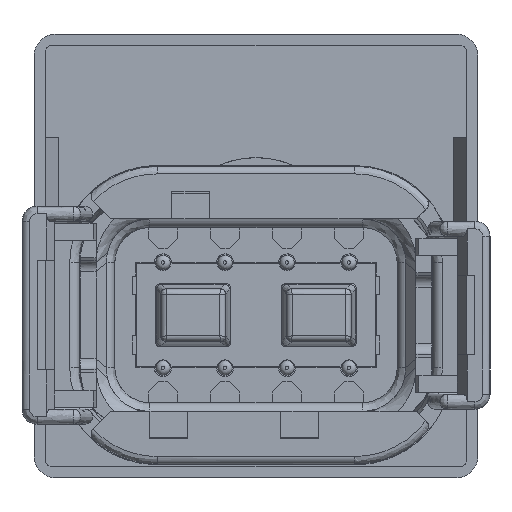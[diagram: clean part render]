
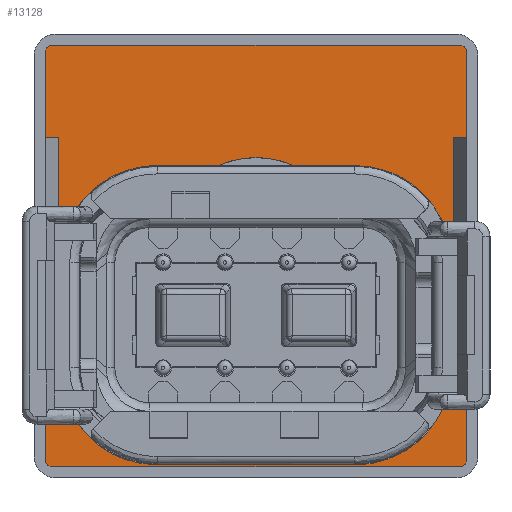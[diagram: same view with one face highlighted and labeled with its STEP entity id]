
A CAD part, front view. The second image highlights one B-rep face of the part: STEP entity #13128.
In plain terms, the highlighted face is planar.
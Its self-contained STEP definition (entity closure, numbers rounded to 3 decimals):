
#275 = ORIENTED_EDGE ( 'NONE', *, *, #7917, .T. ) ;
#519 = CARTESIAN_POINT ( 'NONE',  ( -14.375, -14.375, -46.3 ) ) ;
#869 = CIRCLE ( 'NONE', #21540, 0.75 ) ;
#983 = DIRECTION ( 'NONE',  ( -1., 0., 0. ) ) ;
#2429 = AXIS2_PLACEMENT_3D ( 'NONE', #17787, #8122, #17953 ) ;
#2893 = VERTEX_POINT ( 'NONE', #4408 ) ;
#3053 = CARTESIAN_POINT ( 'NONE',  ( 14.375, -14.375, -46.3 ) ) ;
#3257 = VERTEX_POINT ( 'NONE', #12712 ) ;
#3356 = LINE ( 'NONE', #3053, #23249 ) ;
#4118 = DIRECTION ( 'NONE',  ( -1., 0., 0. ) ) ;
#4408 = CARTESIAN_POINT ( 'NONE',  ( -14.375, 13.625, -46.3 ) ) ;
#4636 = DIRECTION ( 'NONE',  ( -1., 0., 0. ) ) ;
#5114 = VERTEX_POINT ( 'NONE', #27342 ) ;
#5381 = CARTESIAN_POINT ( 'NONE',  ( 13.625, 13.625, -46.3 ) ) ;
#5590 = ORIENTED_EDGE ( 'NONE', *, *, #22846, .T. ) ;
#6102 = VERTEX_POINT ( 'NONE', #12932 ) ;
#6189 = AXIS2_PLACEMENT_3D ( 'NONE', #10187, #20029, #7781 ) ;
#7781 = DIRECTION ( 'NONE',  ( -1., 0., 0. ) ) ;
#7836 = CARTESIAN_POINT ( 'NONE',  ( 13.625, -14.375, -46.3 ) ) ;
#7859 = ORIENTED_EDGE ( 'NONE', *, *, #9982, .F. ) ;
#7917 = EDGE_CURVE ( 'NONE', #2893, #23777, #17505, .T. ) ;
#8122 = DIRECTION ( 'NONE',  ( 0., 0., -1. ) ) ;
#8607 = CARTESIAN_POINT ( 'NONE',  ( -14.375, -14.375, -46.3 ) ) ;
#8933 = LINE ( 'NONE', #8607, #23634 ) ;
#9027 = AXIS2_PLACEMENT_3D ( 'NONE', #28729, #21265, #4636 ) ;
#9413 = ORIENTED_EDGE ( 'NONE', *, *, #31817, .T. ) ;
#9492 = ORIENTED_EDGE ( 'NONE', *, *, #20772, .F. ) ;
#9598 = DIRECTION ( 'NONE',  ( -1., 0., 0. ) ) ;
#9982 = EDGE_CURVE ( 'NONE', #19850, #3257, #3356, .T. ) ;
#10187 = CARTESIAN_POINT ( 'NONE',  ( -13.625, 13.625, -46.3 ) ) ;
#10387 = DIRECTION ( 'NONE',  ( 0., -1., 0. ) ) ;
#10455 = EDGE_CURVE ( 'NONE', #6102, #23777, #26253, .T. ) ;
#10565 = CIRCLE ( 'NONE', #9027, 0.75 ) ;
#12712 = CARTESIAN_POINT ( 'NONE',  ( 14.375, 13.625, -46.3 ) ) ;
#12932 = CARTESIAN_POINT ( 'NONE',  ( 13.625, 14.375, -46.3 ) ) ;
#12936 = VECTOR ( 'NONE', #4118, 1000. ) ;
#13128 = ADVANCED_FACE ( 'NONE', ( #16508 ), #26574, .T. ) ;
#13318 = CARTESIAN_POINT ( 'NONE',  ( -14.375, 14.375, -46.3 ) ) ;
#13755 = CIRCLE ( 'NONE', #2429, 0.75 ) ;
#14772 = AXIS2_PLACEMENT_3D ( 'NONE', #26892, #31607, #9598 ) ;
#15204 = LINE ( 'NONE', #519, #24544 ) ;
#15668 = DIRECTION ( 'NONE',  ( 0., 0., -1. ) ) ;
#16128 = EDGE_CURVE ( 'NONE', #6102, #3257, #869, .T. ) ;
#16508 = FACE_OUTER_BOUND ( 'NONE', #24861, .T. ) ;
#17505 = CIRCLE ( 'NONE', #6189, 0.75 ) ;
#17787 = CARTESIAN_POINT ( 'NONE',  ( 13.625, -13.625, -46.3 ) ) ;
#17887 = DIRECTION ( 'NONE',  ( 0., 1., 0. ) ) ;
#17953 = DIRECTION ( 'NONE',  ( -1., 0., 0. ) ) ;
#19186 = ORIENTED_EDGE ( 'NONE', *, *, #10455, .F. ) ;
#19311 = CARTESIAN_POINT ( 'NONE',  ( 14.375, -13.625, -46.3 ) ) ;
#19362 = EDGE_CURVE ( 'NONE', #23924, #20314, #8933, .T. ) ;
#19603 = ORIENTED_EDGE ( 'NONE', *, *, #16128, .T. ) ;
#19850 = VERTEX_POINT ( 'NONE', #19311 ) ;
#20029 = DIRECTION ( 'NONE',  ( 0., 0., -1. ) ) ;
#20314 = VERTEX_POINT ( 'NONE', #7836 ) ;
#20772 = EDGE_CURVE ( 'NONE', #2893, #5114, #15204, .T. ) ;
#21265 = DIRECTION ( 'NONE',  ( 0., 0., -1. ) ) ;
#21540 = AXIS2_PLACEMENT_3D ( 'NONE', #5381, #15668, #983 ) ;
#22537 = ORIENTED_EDGE ( 'NONE', *, *, #19362, .F. ) ;
#22846 = EDGE_CURVE ( 'NONE', #23924, #5114, #10565, .T. ) ;
#23249 = VECTOR ( 'NONE', #17887, 1000. ) ;
#23304 = DIRECTION ( 'NONE',  ( 1., 0., 0. ) ) ;
#23634 = VECTOR ( 'NONE', #23304, 1000. ) ;
#23777 = VERTEX_POINT ( 'NONE', #29944 ) ;
#23924 = VERTEX_POINT ( 'NONE', #28605 ) ;
#24544 = VECTOR ( 'NONE', #10387, 1000. ) ;
#24861 = EDGE_LOOP ( 'NONE', ( #7859, #9413, #22537, #5590, #9492, #275, #19186, #19603 ) ) ;
#26253 = LINE ( 'NONE', #13318, #12936 ) ;
#26574 = PLANE ( 'NONE',  #14772 ) ;
#26892 = CARTESIAN_POINT ( 'NONE',  ( 0., 0., -46.3 ) ) ;
#27342 = CARTESIAN_POINT ( 'NONE',  ( -14.375, -13.625, -46.3 ) ) ;
#28605 = CARTESIAN_POINT ( 'NONE',  ( -13.625, -14.375, -46.3 ) ) ;
#28729 = CARTESIAN_POINT ( 'NONE',  ( -13.625, -13.625, -46.3 ) ) ;
#29944 = CARTESIAN_POINT ( 'NONE',  ( -13.625, 14.375, -46.3 ) ) ;
#31607 = DIRECTION ( 'NONE',  ( 0., 0., -1. ) ) ;
#31817 = EDGE_CURVE ( 'NONE', #19850, #20314, #13755, .T. ) ;
